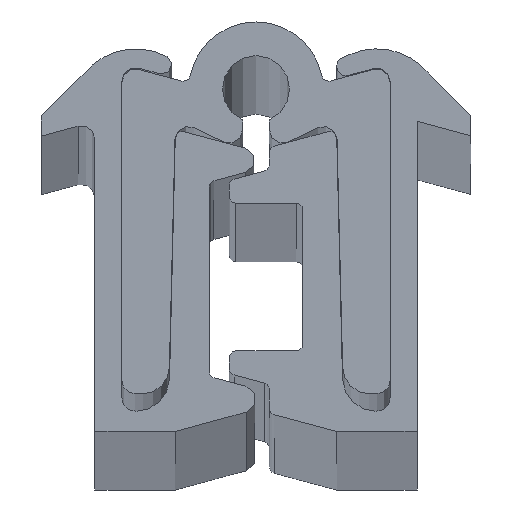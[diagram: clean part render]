
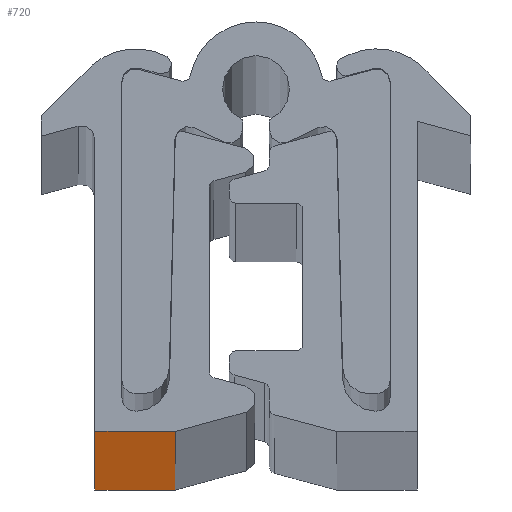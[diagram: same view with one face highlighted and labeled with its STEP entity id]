
A CAD part, top view. The second image highlights one B-rep face of the part: STEP entity #720.
In plain terms, the highlighted planar face has unit normal (0, -1, 0).
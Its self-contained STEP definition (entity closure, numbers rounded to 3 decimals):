
#60 = DIRECTION ( 'NONE',  ( 0., 0., -1. ) ) ;
#85 = CARTESIAN_POINT ( 'NONE',  ( 0., 0., 1250. ) ) ;
#132 = DIRECTION ( 'NONE',  ( 1., 0., 0. ) ) ;
#133 = DIRECTION ( 'NONE',  ( 1., 0., 0. ) ) ;
#136 = CARTESIAN_POINT ( 'NONE',  ( 6., 0., 1250. ) ) ;
#137 = CARTESIAN_POINT ( 'NONE',  ( 0., 0., 1250. ) ) ;
#141 = DIRECTION ( 'NONE',  ( 0., 0., -1. ) ) ;
#151 = CARTESIAN_POINT ( 'NONE',  ( 0., 0., -1250. ) ) ;
#160 = DIRECTION ( 'NONE',  ( 0., 0., 1. ) ) ;
#170 = CARTESIAN_POINT ( 'NONE',  ( 0., 0., 1250. ) ) ;
#172 = DIRECTION ( 'NONE',  ( 0., 1., 0. ) ) ;
#197 = PLANE ( 'NONE',  #2119 ) ;
#694 = EDGE_CURVE ( 'NONE', #3414, #3409, #2382, .T. ) ;
#701 = EDGE_CURVE ( 'NONE', #3414, #3406, #2393, .T. ) ;
#704 = EDGE_CURVE ( 'NONE', #3406, #2180, #2396, .T. ) ;
#720 = ADVANCED_FACE ( 'NONE', ( #2410 ), #197, .F. ) ;
#721 = EDGE_CURVE ( 'NONE', #3409, #2180, #2411, .T. ) ;
#1862 = CARTESIAN_POINT ( 'NONE',  ( 6., 0., -1250. ) ) ;
#1973 = CARTESIAN_POINT ( 'NONE',  ( 6., 0., 1250. ) ) ;
#1992 = CARTESIAN_POINT ( 'NONE',  ( 0., 0., -1250. ) ) ;
#2056 = CARTESIAN_POINT ( 'NONE',  ( 0., 0., 1250. ) ) ;
#2113 = VECTOR ( 'NONE', #141, 1000. ) ;
#2117 = VECTOR ( 'NONE', #132, 1000. ) ;
#2119 = AXIS2_PLACEMENT_3D ( 'NONE', #170, #172, #160 ) ;
#2180 = VERTEX_POINT ( 'NONE', #1862 ) ;
#2382 = LINE ( 'NONE', #85, #3230 ) ;
#2393 = LINE ( 'NONE', #137, #2117 ) ;
#2396 = LINE ( 'NONE', #136, #2113 ) ;
#2410 = FACE_OUTER_BOUND ( 'NONE', #2655, .T. ) ;
#2411 = LINE ( 'NONE', #151, #2589 ) ;
#2589 = VECTOR ( 'NONE', #133, 1000. ) ;
#2655 = EDGE_LOOP ( 'NONE', ( #2980, #2978, #2979, #2977 ) ) ;
#2977 = ORIENTED_EDGE ( 'NONE', *, *, #694, .T. ) ;
#2978 = ORIENTED_EDGE ( 'NONE', *, *, #704, .F. ) ;
#2979 = ORIENTED_EDGE ( 'NONE', *, *, #701, .F. ) ;
#2980 = ORIENTED_EDGE ( 'NONE', *, *, #721, .T. ) ;
#3230 = VECTOR ( 'NONE', #60, 1000. ) ;
#3406 = VERTEX_POINT ( 'NONE', #1973 ) ;
#3409 = VERTEX_POINT ( 'NONE', #1992 ) ;
#3414 = VERTEX_POINT ( 'NONE', #2056 ) ;
